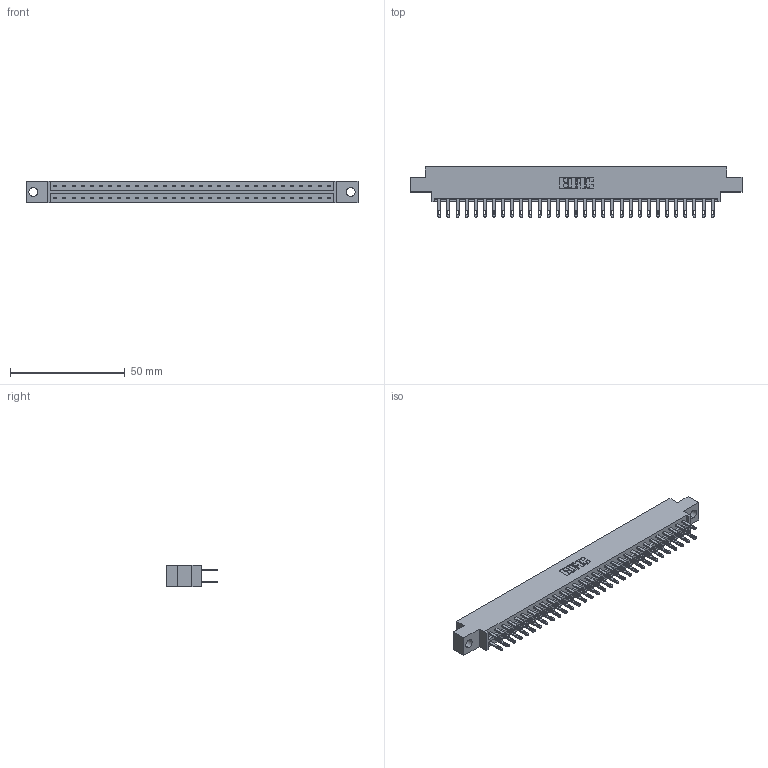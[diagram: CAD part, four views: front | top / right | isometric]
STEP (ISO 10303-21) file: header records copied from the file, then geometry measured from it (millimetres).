
FILE_DESCRIPTION (( 'STEP AP203' ), '1' );
FILE_NAME ('833-062-500-804.STEP', '2020-06-05T05:02:18', ( '' ), ( '' ), 'SwSTEP 2.0', 'SolidWorks 2020', '' );
FILE_SCHEMA (( 'CONFIG_CONTROL_DESIGN' ));
Length unit declared in the file: inch
Products named in the file (3): 345-292-001_345-293-100; 833-062-500-804; 833 Part_Offset - .156 Dia - TH
Assembly tree (63 placements, depth 2):
  833-062-500-804
    833 Part_Offset - .156 Dia - TH
    345-292-001_345-293-100  x62
Bounding box: 144.37 x 21.85 x 9.4 mm (x, y, z)
Volume: 14510.7 mm3; surface area: 17739.5 mm2
Topology: 63 solids, 63 shells, 3094 faces, 9437 edges, 6290 vertices
Faces by surface type: plane 1934, cylinder 1160
Entity records: 21431 total; most frequent: CARTESIAN_POINT 3566, ORIENTED_EDGE 3502, DIRECTION 3067, EDGE_CURVE 1751, VECTOR 1619, LINE 1619, VERTEX_POINT 1166, AXIS2_PLACEMENT_3D 724
